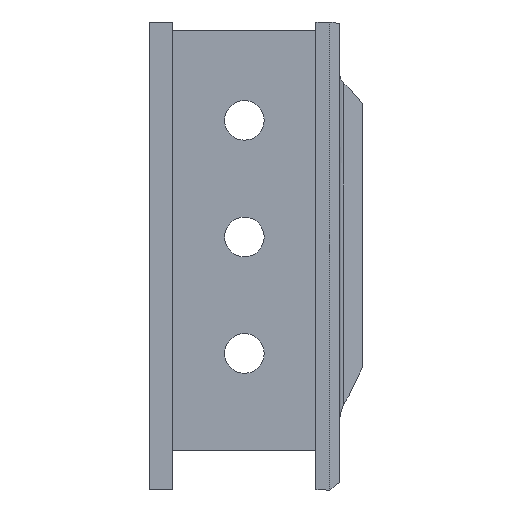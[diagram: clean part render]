
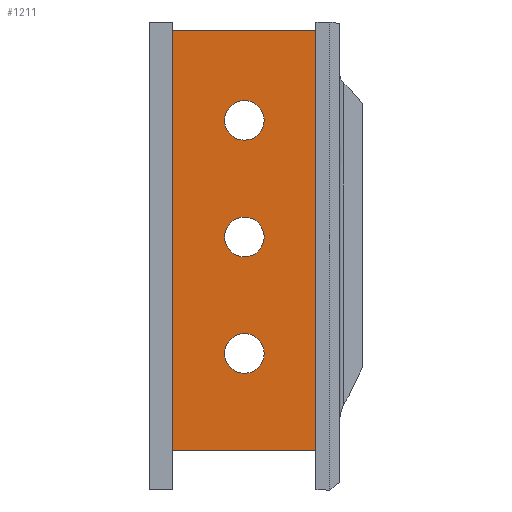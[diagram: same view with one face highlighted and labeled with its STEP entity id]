
A CAD part, front view. The second image highlights one B-rep face of the part: STEP entity #1211.
In plain terms, the highlighted planar face has unit normal (0, -1, 0).
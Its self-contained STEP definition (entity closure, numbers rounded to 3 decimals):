
#4 = CARTESIAN_POINT ( 'NONE',  ( 15.35, 35.35, 81.84 ) ) ;
#10 = AXIS2_PLACEMENT_3D ( 'NONE', #446, #2306, #2389 ) ;
#65 = AXIS2_PLACEMENT_3D ( 'NONE', #1163, #1156, #1151 ) ;
#69 = AXIS2_PLACEMENT_3D ( 'NONE', #1206, #1201, #1197 ) ;
#96 = AXIS2_PLACEMENT_3D ( 'NONE', #1239, #1236, #1230 ) ;
#101 = AXIS2_PLACEMENT_3D ( 'NONE', #1774, #1748, #1746 ) ;
#140 = VERTEX_POINT ( 'NONE', #1527 ) ;
#168 = EDGE_LOOP ( 'NONE', ( #1888, #712, #839, #689 ) ) ;
#183 = CARTESIAN_POINT ( 'NONE',  ( 0., 35.35, 8.25 ) ) ;
#210 = VERTEX_POINT ( 'NONE', #776 ) ;
#296 = VECTOR ( 'NONE', #1807, 1000. ) ;
#321 = CARTESIAN_POINT ( 'NONE',  ( -15.35, 35.35, -8.391 ) ) ;
#332 = EDGE_CURVE ( 'NONE', #340, #1653, #2300, .T. ) ;
#340 = VERTEX_POINT ( 'NONE', #2822 ) ;
#384 = CARTESIAN_POINT ( 'NONE',  ( 0., 35.35, 41.75 ) ) ;
#405 = DIRECTION ( 'NONE',  ( 0., 0., 1. ) ) ;
#407 = DIRECTION ( 'NONE',  ( 0., -1., 0. ) ) ;
#413 = CARTESIAN_POINT ( 'NONE',  ( 0., 35.35, 62.5 ) ) ;
#446 = CARTESIAN_POINT ( 'NONE',  ( 0., 35.35, 12.5 ) ) ;
#465 = CARTESIAN_POINT ( 'NONE',  ( 0., 35.35, 33.25 ) ) ;
#490 = EDGE_LOOP ( 'NONE', ( #1225, #1511 ) ) ;
#579 = VERTEX_POINT ( 'NONE', #849 ) ;
#676 = VERTEX_POINT ( 'NONE', #465 ) ;
#680 = EDGE_CURVE ( 'NONE', #210, #140, #1862, .T. ) ;
#689 = ORIENTED_EDGE ( 'NONE', *, *, #2328, .F. ) ;
#712 = ORIENTED_EDGE ( 'NONE', *, *, #332, .F. ) ;
#776 = CARTESIAN_POINT ( 'NONE',  ( 0., 35.35, 66.75 ) ) ;
#839 = ORIENTED_EDGE ( 'NONE', *, *, #2303, .F. ) ;
#849 = CARTESIAN_POINT ( 'NONE',  ( 15.35, 35.35, -8.391 ) ) ;
#989 = DIRECTION ( 'NONE',  ( -1., 0., 0. ) ) ;
#998 = CARTESIAN_POINT ( 'NONE',  ( 15.35, 35.35, -8.391 ) ) ;
#1004 = FACE_BOUND ( 'NONE', #1543, .T. ) ;
#1052 = DIRECTION ( 'NONE',  ( 0., 0., -1. ) ) ;
#1053 = AXIS2_PLACEMENT_3D ( 'NONE', #2770, #2819, #2307 ) ;
#1062 = ORIENTED_EDGE ( 'NONE', *, *, #680, .F. ) ;
#1081 = CARTESIAN_POINT ( 'NONE',  ( 15.35, 35.35, 75. ) ) ;
#1121 = CARTESIAN_POINT ( 'NONE',  ( 15.35, 35.35, 81.84 ) ) ;
#1151 = DIRECTION ( 'NONE',  ( 0., 0., 1. ) ) ;
#1156 = DIRECTION ( 'NONE',  ( 0., -1., 0. ) ) ;
#1163 = CARTESIAN_POINT ( 'NONE',  ( 0., 35.35, 37.5 ) ) ;
#1197 = DIRECTION ( 'NONE',  ( 0., 0., 1. ) ) ;
#1201 = DIRECTION ( 'NONE',  ( 0., -1., 0. ) ) ;
#1206 = CARTESIAN_POINT ( 'NONE',  ( 0., 35.35, 62.5 ) ) ;
#1211 = ADVANCED_FACE ( 'NONE', ( #2221, #1739, #2341, #1004 ), #2322, .F. ) ;
#1225 = ORIENTED_EDGE ( 'NONE', *, *, #2208, .F. ) ;
#1230 = DIRECTION ( 'NONE',  ( 0., 0., 1. ) ) ;
#1236 = DIRECTION ( 'NONE',  ( 0., -1., 0. ) ) ;
#1239 = CARTESIAN_POINT ( 'NONE',  ( 0., 35.35, 12.5 ) ) ;
#1257 = CARTESIAN_POINT ( 'NONE',  ( -15.35, 35.35, 75. ) ) ;
#1326 = DIRECTION ( 'NONE',  ( 0., 0., 1. ) ) ;
#1339 = VERTEX_POINT ( 'NONE', #384 ) ;
#1511 = ORIENTED_EDGE ( 'NONE', *, *, #2301, .F. ) ;
#1527 = CARTESIAN_POINT ( 'NONE',  ( 0., 35.35, 58.25 ) ) ;
#1530 = VECTOR ( 'NONE', #989, 1000. ) ;
#1543 = EDGE_LOOP ( 'NONE', ( #2142, #1682 ) ) ;
#1566 = CIRCLE ( 'NONE', #10, 4.25 ) ;
#1653 = VERTEX_POINT ( 'NONE', #1121 ) ;
#1682 = ORIENTED_EDGE ( 'NONE', *, *, #2264, .F. ) ;
#1739 = FACE_BOUND ( 'NONE', #490, .T. ) ;
#1740 = VECTOR ( 'NONE', #1326, 1000. ) ;
#1746 = DIRECTION ( 'NONE',  ( 0., 0., 1. ) ) ;
#1748 = DIRECTION ( 'NONE',  ( 0., -1., 0. ) ) ;
#1774 = CARTESIAN_POINT ( 'NONE',  ( 0., 35.35, 37.5 ) ) ;
#1807 = DIRECTION ( 'NONE',  ( 1., 0., 0. ) ) ;
#1819 = EDGE_LOOP ( 'NONE', ( #1062, #2197 ) ) ;
#1862 = CIRCLE ( 'NONE', #2624, 4.25 ) ;
#1888 = ORIENTED_EDGE ( 'NONE', *, *, #2318, .F. ) ;
#1922 = CIRCLE ( 'NONE', #96, 4.25 ) ;
#1939 = LINE ( 'NONE', #998, #1530 ) ;
#2000 = CIRCLE ( 'NONE', #69, 4.25 ) ;
#2034 = LINE ( 'NONE', #1081, #2577 ) ;
#2142 = ORIENTED_EDGE ( 'NONE', *, *, #2449, .F. ) ;
#2197 = ORIENTED_EDGE ( 'NONE', *, *, #2283, .F. ) ;
#2208 = EDGE_CURVE ( 'NONE', #1339, #676, #2460, .T. ) ;
#2221 = FACE_OUTER_BOUND ( 'NONE', #168, .T. ) ;
#2264 = EDGE_CURVE ( 'NONE', #2565, #2456, #1922, .T. ) ;
#2283 = EDGE_CURVE ( 'NONE', #140, #210, #2000, .T. ) ;
#2300 = LINE ( 'NONE', #4, #296 ) ;
#2301 = EDGE_CURVE ( 'NONE', #676, #1339, #2366, .T. ) ;
#2303 = EDGE_CURVE ( 'NONE', #2425, #340, #2414, .T. ) ;
#2306 = DIRECTION ( 'NONE',  ( 0., -1., 0. ) ) ;
#2307 = DIRECTION ( 'NONE',  ( 0., 0., 1. ) ) ;
#2318 = EDGE_CURVE ( 'NONE', #1653, #579, #2034, .T. ) ;
#2322 = PLANE ( 'NONE',  #1053 ) ;
#2328 = EDGE_CURVE ( 'NONE', #579, #2425, #1939, .T. ) ;
#2341 = FACE_BOUND ( 'NONE', #1819, .T. ) ;
#2346 = CARTESIAN_POINT ( 'NONE',  ( 0., 35.35, 16.75 ) ) ;
#2366 = CIRCLE ( 'NONE', #65, 4.25 ) ;
#2389 = DIRECTION ( 'NONE',  ( 0., 0., 1. ) ) ;
#2414 = LINE ( 'NONE', #1257, #1740 ) ;
#2425 = VERTEX_POINT ( 'NONE', #321 ) ;
#2449 = EDGE_CURVE ( 'NONE', #2456, #2565, #1566, .T. ) ;
#2456 = VERTEX_POINT ( 'NONE', #2346 ) ;
#2460 = CIRCLE ( 'NONE', #101, 4.25 ) ;
#2565 = VERTEX_POINT ( 'NONE', #183 ) ;
#2577 = VECTOR ( 'NONE', #1052, 1000. ) ;
#2624 = AXIS2_PLACEMENT_3D ( 'NONE', #413, #407, #405 ) ;
#2770 = CARTESIAN_POINT ( 'NONE',  ( 15.35, 35.35, 75. ) ) ;
#2819 = DIRECTION ( 'NONE',  ( 0., 1., 0. ) ) ;
#2822 = CARTESIAN_POINT ( 'NONE',  ( -15.35, 35.35, 81.84 ) ) ;
